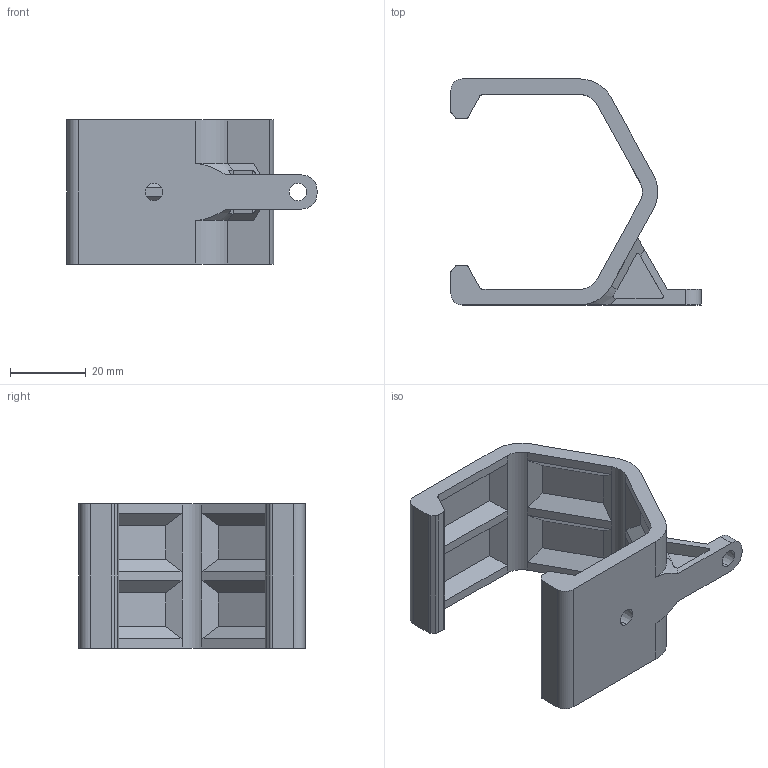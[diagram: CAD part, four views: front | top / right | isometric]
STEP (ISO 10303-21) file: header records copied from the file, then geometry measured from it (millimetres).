
FILE_DESCRIPTION (( 'STEP AP214' ), '1' );
FILE_NAME ('battery holder.STEP', '2019-04-06T16:25:43', ( '' ), ( '' ), 'SwSTEP 2.0', 'SolidWorks 2016', '' );
FILE_SCHEMA (( 'AUTOMOTIVE_DESIGN' ));
Length unit declared in the file: millimetre
Products named in the file (1): battery holder
Bounding box: 66.2 x 59.8 x 38.1 mm (x, y, z)
Volume: 19178.8 mm3; surface area: 14426.5 mm2
Topology: 1 solids, 1 shells, 125 faces, 329 edges, 206 vertices
Faces by surface type: plane 83, cylinder 33, cone 9
Entity records: 3883 total; most frequent: CARTESIAN_POINT 734, ORIENTED_EDGE 658, DIRECTION 641, EDGE_CURVE 329, LINE 243, VECTOR 243, VERTEX_POINT 206, AXIS2_PLACEMENT_3D 199
